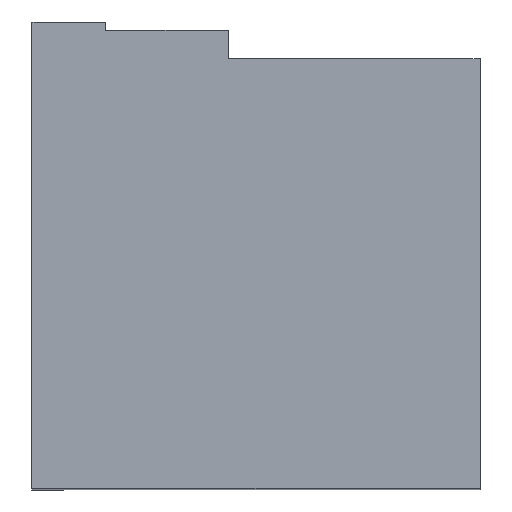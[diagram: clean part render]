
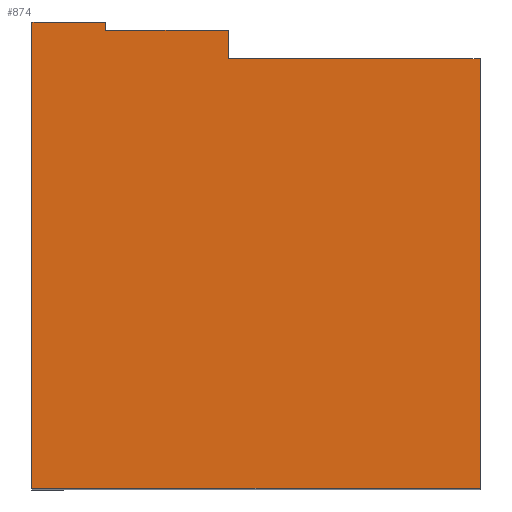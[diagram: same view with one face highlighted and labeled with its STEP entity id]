
A CAD part, top view. The second image highlights one B-rep face of the part: STEP entity #874.
In plain terms, the highlighted planar face has unit normal (0, 0, 1).
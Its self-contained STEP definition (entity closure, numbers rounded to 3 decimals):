
#41 = ORIENTED_EDGE ( 'NONE', *, *, #5417, .T. ) ;
#144 = DIRECTION ( 'NONE',  ( -1., 0., 0. ) ) ;
#546 = LINE ( 'NONE', #10495, #16168 ) ;
#794 = VECTOR ( 'NONE', #7598, 1000. ) ;
#874 = ADVANCED_FACE ( 'NONE', ( #6220 ), #11187, .F. ) ;
#928 = VERTEX_POINT ( 'NONE', #13834 ) ;
#995 = VECTOR ( 'NONE', #6335, 1000. ) ;
#1162 = EDGE_CURVE ( 'NONE', #6046, #11569, #3978, .T. ) ;
#1244 = CARTESIAN_POINT ( 'NONE',  ( 21.9, 21., 0. ) ) ;
#1245 = VERTEX_POINT ( 'NONE', #9164 ) ;
#1286 = LINE ( 'NONE', #3646, #12730 ) ;
#1366 = ORIENTED_EDGE ( 'NONE', *, *, #5389, .T. ) ;
#1962 = EDGE_CURVE ( 'NONE', #11569, #2941, #16032, .T. ) ;
#1971 = CARTESIAN_POINT ( 'NONE',  ( 3.6, 22.4, 0. ) ) ;
#2302 = DIRECTION ( 'NONE',  ( 0., -1., 0. ) ) ;
#2941 = VERTEX_POINT ( 'NONE', #8962 ) ;
#3211 = VECTOR ( 'NONE', #7103, 1000. ) ;
#3646 = CARTESIAN_POINT ( 'NONE',  ( 0., 0., 0. ) ) ;
#3838 = CARTESIAN_POINT ( 'NONE',  ( 3.6, 22.8, 0. ) ) ;
#3841 = CARTESIAN_POINT ( 'NONE',  ( 21.9, 21., 0. ) ) ;
#3978 = LINE ( 'NONE', #1244, #794 ) ;
#4022 = LINE ( 'NONE', #13534, #3211 ) ;
#4111 = EDGE_CURVE ( 'NONE', #2941, #1245, #10508, .T. ) ;
#4236 = CARTESIAN_POINT ( 'NONE',  ( 21.9, 0., 0. ) ) ;
#4258 = DIRECTION ( 'NONE',  ( 1., 0., 0. ) ) ;
#4551 = ORIENTED_EDGE ( 'NONE', *, *, #1962, .T. ) ;
#4756 = VERTEX_POINT ( 'NONE', #6724 ) ;
#4984 = EDGE_CURVE ( 'NONE', #6803, #13899, #6463, .T. ) ;
#5003 = EDGE_CURVE ( 'NONE', #13899, #4756, #4022, .T. ) ;
#5389 = EDGE_CURVE ( 'NONE', #1245, #6803, #546, .T. ) ;
#5417 = EDGE_CURVE ( 'NONE', #928, #6046, #10872, .T. ) ;
#5911 = CARTESIAN_POINT ( 'NONE',  ( 3.6, 22.4, 0. ) ) ;
#5968 = EDGE_LOOP ( 'NONE', ( #41, #8973, #4551, #9209, #1366, #8392, #16073, #8954 ) ) ;
#6046 = VERTEX_POINT ( 'NONE', #4236 ) ;
#6220 = FACE_OUTER_BOUND ( 'NONE', #5968, .T. ) ;
#6335 = DIRECTION ( 'NONE',  ( -1., 0., 0. ) ) ;
#6463 = LINE ( 'NONE', #1971, #12883 ) ;
#6724 = CARTESIAN_POINT ( 'NONE',  ( 0., 22.8, 0. ) ) ;
#6803 = VERTEX_POINT ( 'NONE', #5911 ) ;
#7103 = DIRECTION ( 'NONE',  ( -1., 0., 0. ) ) ;
#7598 = DIRECTION ( 'NONE',  ( 0., 1., 0. ) ) ;
#8392 = ORIENTED_EDGE ( 'NONE', *, *, #4984, .T. ) ;
#8676 = DIRECTION ( 'NONE',  ( -1., 0., 0. ) ) ;
#8931 = CARTESIAN_POINT ( 'NONE',  ( 9.6, 21., 0. ) ) ;
#8954 = ORIENTED_EDGE ( 'NONE', *, *, #9449, .T. ) ;
#8962 = CARTESIAN_POINT ( 'NONE',  ( 9.6, 21., 0. ) ) ;
#8973 = ORIENTED_EDGE ( 'NONE', *, *, #1162, .T. ) ;
#9164 = CARTESIAN_POINT ( 'NONE',  ( 9.6, 22.4, 0. ) ) ;
#9209 = ORIENTED_EDGE ( 'NONE', *, *, #4111, .T. ) ;
#9449 = EDGE_CURVE ( 'NONE', #4756, #928, #1286, .T. ) ;
#9670 = AXIS2_PLACEMENT_3D ( 'NONE', #12534, #12646, #8676 ) ;
#9785 = DIRECTION ( 'NONE',  ( 0., 1., 0. ) ) ;
#10085 = VECTOR ( 'NONE', #4258, 1000. ) ;
#10495 = CARTESIAN_POINT ( 'NONE',  ( 9.6, 22.4, 0. ) ) ;
#10508 = LINE ( 'NONE', #8931, #16116 ) ;
#10872 = LINE ( 'NONE', #15969, #10085 ) ;
#11187 = PLANE ( 'NONE',  #9670 ) ;
#11569 = VERTEX_POINT ( 'NONE', #12297 ) ;
#12297 = CARTESIAN_POINT ( 'NONE',  ( 21.9, 21., 0. ) ) ;
#12534 = CARTESIAN_POINT ( 'NONE',  ( 0., 0., 0. ) ) ;
#12646 = DIRECTION ( 'NONE',  ( 0., 0., -1. ) ) ;
#12730 = VECTOR ( 'NONE', #2302, 1000. ) ;
#12883 = VECTOR ( 'NONE', #9785, 1000. ) ;
#13534 = CARTESIAN_POINT ( 'NONE',  ( 0., 22.8, 0. ) ) ;
#13834 = CARTESIAN_POINT ( 'NONE',  ( 0., 0., 0. ) ) ;
#13899 = VERTEX_POINT ( 'NONE', #3838 ) ;
#15969 = CARTESIAN_POINT ( 'NONE',  ( 21.9, 0., 0. ) ) ;
#16032 = LINE ( 'NONE', #3841, #995 ) ;
#16073 = ORIENTED_EDGE ( 'NONE', *, *, #5003, .T. ) ;
#16116 = VECTOR ( 'NONE', #16606, 1000. ) ;
#16168 = VECTOR ( 'NONE', #144, 1000. ) ;
#16606 = DIRECTION ( 'NONE',  ( 0., 1., 0. ) ) ;
